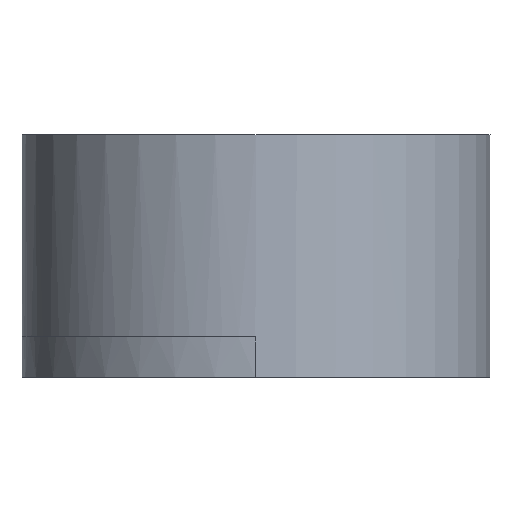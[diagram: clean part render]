
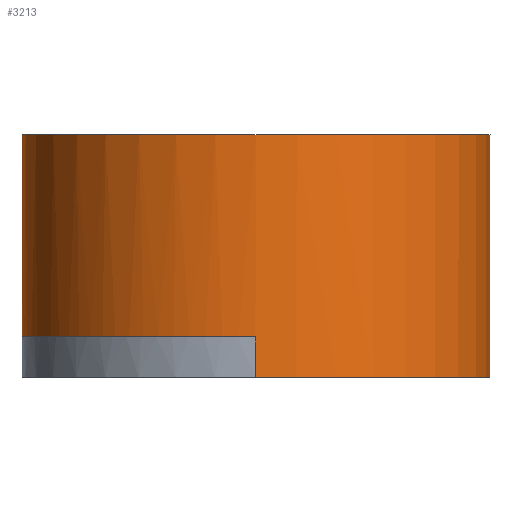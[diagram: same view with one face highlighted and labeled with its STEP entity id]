
A CAD part, front view. The second image highlights one B-rep face of the part: STEP entity #3213.
In plain terms, the highlighted cylindrical face has radius 46.25 mm (diameter 92.5 mm), a full revolution.
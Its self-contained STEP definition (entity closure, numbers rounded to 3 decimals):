
#303=FACE_OUTER_BOUND('',#503,.T.);
#503=EDGE_LOOP('',(#2419,#2420,#2421,#2422,#2423,#2424,#2425,#2426));
#718=CIRCLE('',#3410,46.25);
#737=CIRCLE('',#3438,46.25);
#754=CIRCLE('',#3477,46.25);
#755=CIRCLE('',#3478,46.25);
#869=LINE('',#5158,#1131);
#870=LINE('',#5161,#1132);
#871=LINE('',#5163,#1133);
#1131=VECTOR('',#3924,46.25);
#1132=VECTOR('',#3927,10.);
#1133=VECTOR('',#3928,10.);
#1403=VERTEX_POINT('',#4806);
#1404=VERTEX_POINT('',#4807);
#1411=VERTEX_POINT('',#4843);
#1451=VERTEX_POINT('',#5157);
#1452=VERTEX_POINT('',#5159);
#1453=VERTEX_POINT('',#5162);
#1748=EDGE_CURVE('',#1403,#1404,#718,.T.);
#1768=EDGE_CURVE('',#1411,#1411,#737,.T.);
#1825=EDGE_CURVE('',#1411,#1451,#869,.T.);
#1826=EDGE_CURVE('',#1451,#1452,#754,.T.);
#1827=EDGE_CURVE('',#1452,#1403,#870,.T.);
#1828=EDGE_CURVE('',#1404,#1453,#871,.T.);
#1829=EDGE_CURVE('',#1453,#1451,#755,.T.);
#2419=ORIENTED_EDGE('',*,*,#1768,.F.);
#2420=ORIENTED_EDGE('',*,*,#1825,.T.);
#2421=ORIENTED_EDGE('',*,*,#1826,.T.);
#2422=ORIENTED_EDGE('',*,*,#1827,.T.);
#2423=ORIENTED_EDGE('',*,*,#1748,.T.);
#2424=ORIENTED_EDGE('',*,*,#1828,.T.);
#2425=ORIENTED_EDGE('',*,*,#1829,.T.);
#2426=ORIENTED_EDGE('',*,*,#1825,.F.);
#3128=CYLINDRICAL_SURFACE('',#3476,46.25);
#3213=ADVANCED_FACE('',(#303),#3128,.T.);
#3410=AXIS2_PLACEMENT_3D('',#4808,#3768,#3769);
#3438=AXIS2_PLACEMENT_3D('',#4844,#3825,#3826);
#3476=AXIS2_PLACEMENT_3D('',#5156,#3922,#3923);
#3477=AXIS2_PLACEMENT_3D('',#5160,#3925,#3926);
#3478=AXIS2_PLACEMENT_3D('',#5164,#3929,#3930);
#3768=DIRECTION('center_axis',(0.,0.,1.));
#3769=DIRECTION('ref_axis',(1.,0.,0.));
#3825=DIRECTION('center_axis',(0.,0.,1.));
#3826=DIRECTION('ref_axis',(1.,0.,0.));
#3922=DIRECTION('center_axis',(0.,0.,1.));
#3923=DIRECTION('ref_axis',(1.,0.,0.));
#3924=DIRECTION('',(0.,0.,-1.));
#3925=DIRECTION('center_axis',(0.,0.,1.));
#3926=DIRECTION('ref_axis',(1.,0.,0.));
#3927=DIRECTION('',(0.,0.,-1.));
#3928=DIRECTION('',(0.,0.,1.));
#3929=DIRECTION('center_axis',(0.,0.,1.));
#3930=DIRECTION('ref_axis',(1.,0.,0.));
#4806=CARTESIAN_POINT('',(-0.116,-46.25,0.));
#4807=CARTESIAN_POINT('',(0.116,46.25,0.));
#4808=CARTESIAN_POINT('Origin',(0.,0.,0.));
#4843=CARTESIAN_POINT('',(-46.25,0.,48.));
#4844=CARTESIAN_POINT('Origin',(0.,0.,48.));
#5156=CARTESIAN_POINT('Origin',(0.,0.,0.));
#5157=CARTESIAN_POINT('',(-46.25,0.,8.));
#5158=CARTESIAN_POINT('',(-46.25,0.,0.));
#5159=CARTESIAN_POINT('',(-0.116,-46.25,8.));
#5160=CARTESIAN_POINT('Origin',(0.,0.,8.));
#5161=CARTESIAN_POINT('',(-0.116,-46.25,0.));
#5162=CARTESIAN_POINT('',(0.116,46.25,8.));
#5163=CARTESIAN_POINT('',(0.116,46.25,0.));
#5164=CARTESIAN_POINT('Origin',(0.,0.,8.));
